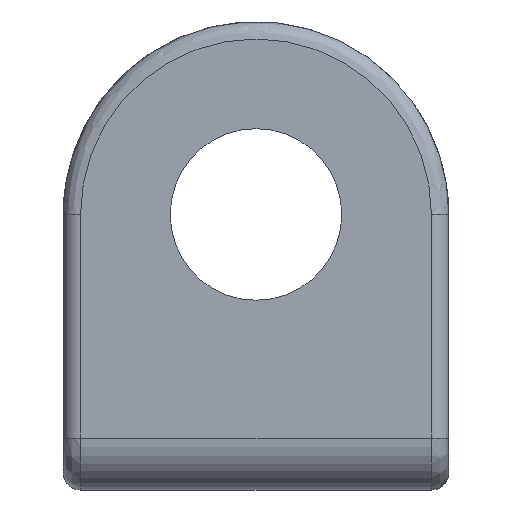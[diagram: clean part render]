
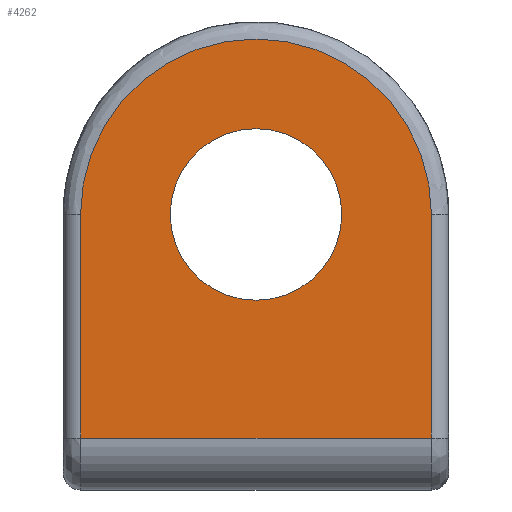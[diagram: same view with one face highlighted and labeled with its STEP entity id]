
A CAD part, front view. The second image highlights one B-rep face of the part: STEP entity #4262.
In plain terms, the highlighted planar face has unit normal (0, -1, 0).
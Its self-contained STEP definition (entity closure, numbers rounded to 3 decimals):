
#1716=CARTESIAN_POINT('',(-4.95,-31.725,2.352));
#1717=VERTEX_POINT('',#1716);
#1718=CARTESIAN_POINT('',(4.95,-31.725,2.352));
#1719=VERTEX_POINT('',#1718);
#1720=CARTESIAN_POINT('',(0.,-31.725,2.352));
#1721=DIRECTION('',(0.0,-1.0,0.0));
#1722=DIRECTION('',(-1.,0.0,0.));
#1723=AXIS2_PLACEMENT_3D('',#1720,#1721,#1722);
#1724=CIRCLE('',#1723,4.95);
#1725=EDGE_CURVE('',#1717,#1719,#1724,.T.);
#1727=CARTESIAN_POINT('',(0.,-31.725,2.352));
#1728=DIRECTION('',(0.0,-1.,0.0));
#1729=DIRECTION('',(1.,0.0,0.));
#1730=AXIS2_PLACEMENT_3D('',#1727,#1728,#1729);
#1731=CIRCLE('',#1730,4.95);
#1732=EDGE_CURVE('',#1719,#1717,#1731,.T.);
#4218=CARTESIAN_POINT('',(0.,-31.725,0.975));
#4219=DIRECTION('',(0.0,1.0,0.0));
#4220=DIRECTION('',(0.0,0.0,1.0));
#4221=AXIS2_PLACEMENT_3D('',#4218,#4219,#4220);
#4222=PLANE('',#4221);
#4223=CARTESIAN_POINT('',(-10.125,-31.725,2.352));
#4224=VERTEX_POINT('',#4223);
#4225=CARTESIAN_POINT('',(10.125,-31.725,2.352));
#4226=VERTEX_POINT('',#4225);
#4227=CARTESIAN_POINT('',(0.,-31.725,2.352));
#4228=DIRECTION('',(0.,1.0,0.));
#4229=DIRECTION('',(-1.,0.,0.));
#4230=AXIS2_PLACEMENT_3D('',#4227,#4228,#4229);
#4231=CIRCLE('',#4230,10.125);
#4232=EDGE_CURVE('',#4224,#4226,#4231,.T.);
#4233=ORIENTED_EDGE('',*,*,#4232,.F.);
#4234=CARTESIAN_POINT('',(-10.125,-31.725,-10.548));
#4235=VERTEX_POINT('',#4234);
#4236=CARTESIAN_POINT('',(-10.125,-31.725,-10.548));
#4237=DIRECTION('',(0.0,0.0,1.0));
#4238=VECTOR('',#4237,12.9);
#4239=LINE('',#4236,#4238);
#4240=EDGE_CURVE('',#4235,#4224,#4239,.T.);
#4241=ORIENTED_EDGE('',*,*,#4240,.F.);
#4242=CARTESIAN_POINT('',(10.125,-31.725,-10.548));
#4243=VERTEX_POINT('',#4242);
#4244=CARTESIAN_POINT('',(10.125,-31.725,-10.548));
#4245=DIRECTION('',(-1.0,0.0,0.0));
#4246=VECTOR('',#4245,20.25);
#4247=LINE('',#4244,#4246);
#4248=EDGE_CURVE('',#4243,#4235,#4247,.T.);
#4249=ORIENTED_EDGE('',*,*,#4248,.F.);
#4250=CARTESIAN_POINT('',(10.125,-31.725,2.352));
#4251=DIRECTION('',(0.0,0.0,-1.0));
#4252=VECTOR('',#4251,12.9);
#4253=LINE('',#4250,#4252);
#4254=EDGE_CURVE('',#4226,#4243,#4253,.T.);
#4255=ORIENTED_EDGE('',*,*,#4254,.F.);
#4256=EDGE_LOOP('',(#4233,#4241,#4249,#4255));
#4257=FACE_OUTER_BOUND('',#4256,.T.);
#4258=ORIENTED_EDGE('',*,*,#1725,.F.);
#4259=ORIENTED_EDGE('',*,*,#1732,.F.);
#4260=EDGE_LOOP('',(#4258,#4259));
#4261=FACE_BOUND('',#4260,.T.);
#4262=ADVANCED_FACE('',(#4257,#4261),#4222,.F.);
